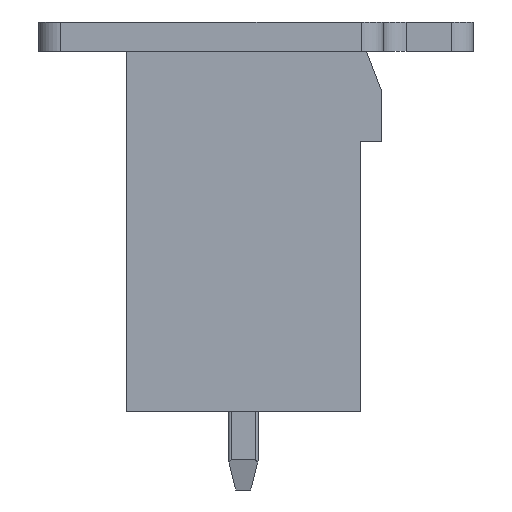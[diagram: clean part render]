
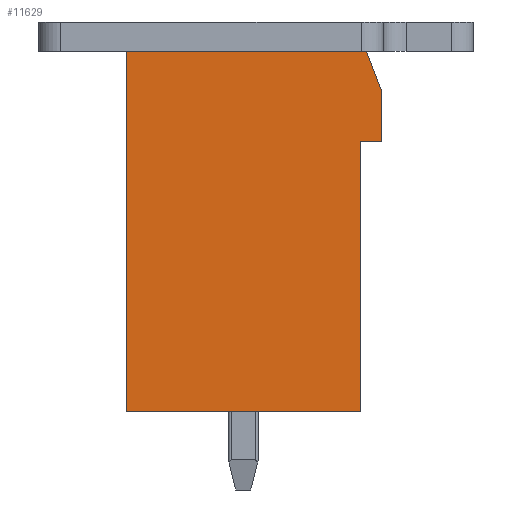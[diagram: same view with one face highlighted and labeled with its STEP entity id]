
A CAD part, left-side view. The second image highlights one B-rep face of the part: STEP entity #11629.
In plain terms, the highlighted planar face has unit normal (-1, 0, 0).
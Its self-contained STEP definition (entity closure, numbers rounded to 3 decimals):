
#384=LINE('',#16118,#1669);
#392=LINE('',#16134,#1677);
#402=LINE('',#16157,#1687);
#715=LINE('',#16876,#2000);
#726=LINE('',#16890,#2011);
#727=LINE('',#16892,#2012);
#730=LINE('',#16898,#2015);
#1669=VECTOR('',#12944,1000.);
#1677=VECTOR('',#12956,1000.);
#1687=VECTOR('',#12970,1000.);
#2000=VECTOR('',#13453,1000.);
#2011=VECTOR('',#13466,1000.);
#2012=VECTOR('',#13469,1000.);
#2015=VECTOR('',#13474,1000.);
#4726=ORIENTED_EDGE('',*,*,#6341,.T.);
#4727=ORIENTED_EDGE('',*,*,#6333,.T.);
#4728=ORIENTED_EDGE('',*,*,#6706,.T.);
#4729=ORIENTED_EDGE('',*,*,#6352,.T.);
#4730=ORIENTED_EDGE('',*,*,#6721,.T.);
#4731=ORIENTED_EDGE('',*,*,#6718,.T.);
#4732=ORIENTED_EDGE('',*,*,#6717,.T.);
#6333=EDGE_CURVE('',#8020,#8019,#384,.T.);
#6341=EDGE_CURVE('',#8025,#8020,#392,.T.);
#6352=EDGE_CURVE('',#8037,#8036,#402,.T.);
#6706=EDGE_CURVE('',#8019,#8037,#715,.T.);
#6717=EDGE_CURVE('',#8327,#8025,#726,.T.);
#6718=EDGE_CURVE('',#8328,#8327,#727,.T.);
#6721=EDGE_CURVE('',#8036,#8328,#730,.T.);
#8019=VERTEX_POINT('',#16117);
#8020=VERTEX_POINT('',#16119);
#8025=VERTEX_POINT('',#16132);
#8036=VERTEX_POINT('',#16156);
#8037=VERTEX_POINT('',#16158);
#8327=VERTEX_POINT('',#16881);
#8328=VERTEX_POINT('',#16893);
#9763=EDGE_LOOP('',(#4726,#4727,#4728,#4729,#4730,#4731,#4732));
#10479=FACE_BOUND('',#9763,.T.);
#11068=PLANE('',#12438);
#11629=ADVANCED_FACE('',(#10479),#11068,.T.);
#12438=AXIS2_PLACEMENT_3D('',#18077,#14596,#14597);
#12944=DIRECTION('',(0.,1.,0.));
#12956=DIRECTION('',(0.,0.359,0.933));
#12970=DIRECTION('',(0.,-1.,0.));
#13453=DIRECTION('',(0.,0.,-1.));
#13466=DIRECTION('',(0.,0.,1.));
#13469=DIRECTION('',(0.,-1.,0.));
#13474=DIRECTION('',(0.,0.,1.));
#14596=DIRECTION('',(-1.,0.,0.));
#14597=DIRECTION('',(0.,0.,1.));
#16117=CARTESIAN_POINT('',(-17.78,8.5,6.));
#16118=CARTESIAN_POINT('',(-17.78,0.5,6.));
#16119=CARTESIAN_POINT('',(-17.78,0.5,6.));
#16132=CARTESIAN_POINT('',(-17.78,0.,4.7));
#16134=CARTESIAN_POINT('',(-17.78,0.,4.7));
#16156=CARTESIAN_POINT('',(-17.78,0.7,-6.));
#16157=CARTESIAN_POINT('',(-17.78,8.5,-6.));
#16158=CARTESIAN_POINT('',(-17.78,8.5,-6.));
#16876=CARTESIAN_POINT('',(-17.78,8.5,6.));
#16881=CARTESIAN_POINT('',(-17.78,0.,3.));
#16890=CARTESIAN_POINT('',(-17.78,0.,3.));
#16892=CARTESIAN_POINT('',(-17.78,0.7,3.));
#16893=CARTESIAN_POINT('',(-17.78,0.7,3.));
#16898=CARTESIAN_POINT('',(-17.78,0.7,-6.));
#18077=CARTESIAN_POINT('',(-17.78,0.,0.));
